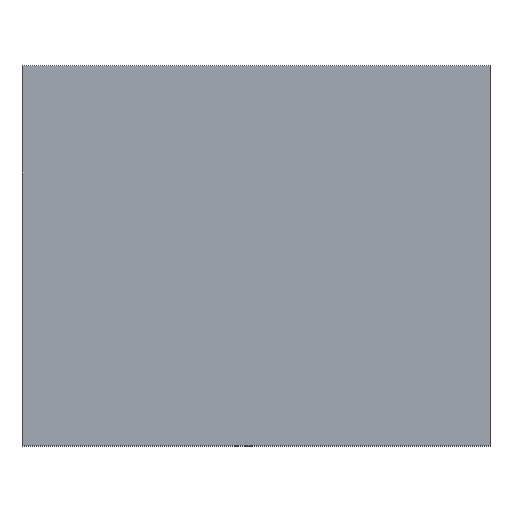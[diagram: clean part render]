
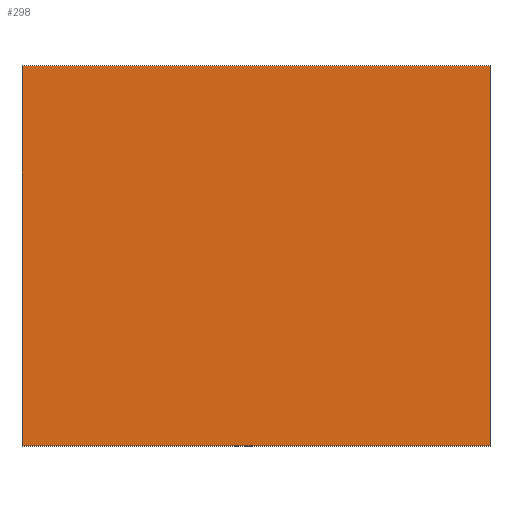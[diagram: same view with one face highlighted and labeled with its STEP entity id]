
A CAD part, top view. The second image highlights one B-rep face of the part: STEP entity #298.
In plain terms, the highlighted planar face has unit normal (0, 0, 1).
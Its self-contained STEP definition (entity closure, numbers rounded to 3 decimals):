
#1 = CARTESIAN_POINT ( 'NONE',  ( 0., 0., 15.3 ) ) ;
#3 = CARTESIAN_POINT ( 'NONE',  ( 19.1, 0., 15.3 ) ) ;
#17 = EDGE_CURVE ( 'NONE', #363, #80, #147, .T. ) ;
#23 = CARTESIAN_POINT ( 'NONE',  ( 0., 15.5, 15.3 ) ) ;
#80 = VERTEX_POINT ( 'NONE', #3 ) ;
#104 = CARTESIAN_POINT ( 'NONE',  ( 0., 0., 15.3 ) ) ;
#147 = LINE ( 'NONE', #206, #218 ) ;
#155 = LINE ( 'NONE', #615, #240 ) ;
#178 = VERTEX_POINT ( 'NONE', #23 ) ;
#198 = DIRECTION ( 'NONE',  ( 0., -1., 0. ) ) ;
#201 = CARTESIAN_POINT ( 'NONE',  ( 19.1, 15.5, 15.3 ) ) ;
#203 = VECTOR ( 'NONE', #688, 1000. ) ;
#206 = CARTESIAN_POINT ( 'NONE',  ( 19.1, 15.5, 15.3 ) ) ;
#218 = VECTOR ( 'NONE', #198, 1000. ) ;
#240 = VECTOR ( 'NONE', #285, 1000. ) ;
#246 = PLANE ( 'NONE',  #544 ) ;
#285 = DIRECTION ( 'NONE',  ( 1., 0., 0. ) ) ;
#298 = ADVANCED_FACE ( 'NONE', ( #392 ), #246, .F. ) ;
#304 = CARTESIAN_POINT ( 'NONE',  ( 0., 0., 15.3 ) ) ;
#305 = LINE ( 'NONE', #104, #203 ) ;
#363 = VERTEX_POINT ( 'NONE', #201 ) ;
#392 = FACE_OUTER_BOUND ( 'NONE', #610, .T. ) ;
#416 = ORIENTED_EDGE ( 'NONE', *, *, #17, .F. ) ;
#419 = DIRECTION ( 'NONE',  ( 0., 0., -1. ) ) ;
#422 = VECTOR ( 'NONE', #638, 1000. ) ;
#435 = CARTESIAN_POINT ( 'NONE',  ( 19.1, 0., 15.3 ) ) ;
#447 = VERTEX_POINT ( 'NONE', #1 ) ;
#465 = ORIENTED_EDGE ( 'NONE', *, *, #520, .F. ) ;
#520 = EDGE_CURVE ( 'NONE', #178, #363, #155, .T. ) ;
#544 = AXIS2_PLACEMENT_3D ( 'NONE', #304, #419, #669 ) ;
#580 = ORIENTED_EDGE ( 'NONE', *, *, #598, .F. ) ;
#598 = EDGE_CURVE ( 'NONE', #447, #178, #305, .T. ) ;
#610 = EDGE_LOOP ( 'NONE', ( #580, #651, #416, #465 ) ) ;
#615 = CARTESIAN_POINT ( 'NONE',  ( 0., 15.5, 15.3 ) ) ;
#626 = EDGE_CURVE ( 'NONE', #80, #447, #677, .T. ) ;
#638 = DIRECTION ( 'NONE',  ( -1., 0., 0. ) ) ;
#651 = ORIENTED_EDGE ( 'NONE', *, *, #626, .F. ) ;
#669 = DIRECTION ( 'NONE',  ( -1., 0., 0. ) ) ;
#677 = LINE ( 'NONE', #435, #422 ) ;
#688 = DIRECTION ( 'NONE',  ( 0., 1., 0. ) ) ;
